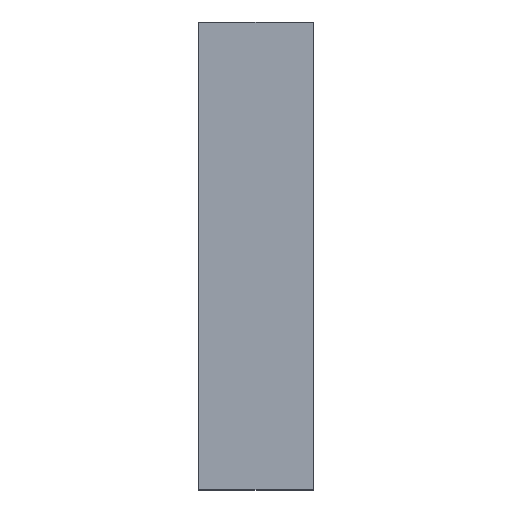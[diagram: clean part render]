
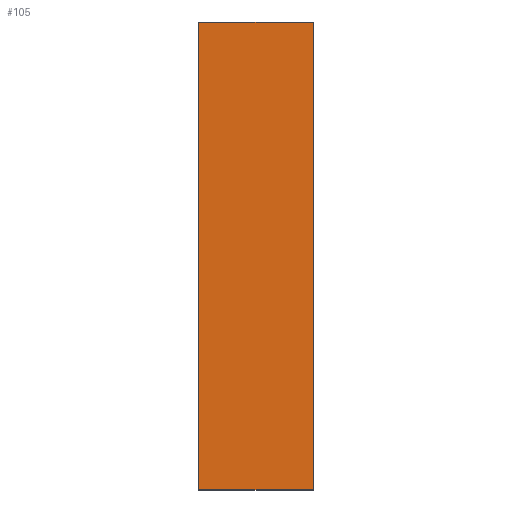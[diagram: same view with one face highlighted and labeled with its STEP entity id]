
A CAD part, top view. The second image highlights one B-rep face of the part: STEP entity #105.
In plain terms, the highlighted planar face has unit normal (0, 0, 1).
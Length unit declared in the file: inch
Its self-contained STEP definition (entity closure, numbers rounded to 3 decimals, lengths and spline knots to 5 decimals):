
#19=FACE_OUTER_BOUND('',#25,.T.);
#25=EDGE_LOOP('',(#87,#88,#89,#90));
#27=LINE('',#157,#39);
#31=LINE('',#165,#43);
#34=LINE('',#171,#46);
#37=LINE('',#176,#49);
#39=VECTOR('',#131,0.3937);
#43=VECTOR('',#137,0.3937);
#46=VECTOR('',#142,0.3937);
#49=VECTOR('',#147,0.3937);
#51=VERTEX_POINT('',#155);
#52=VERTEX_POINT('',#156);
#55=VERTEX_POINT('',#164);
#57=VERTEX_POINT('',#170);
#59=EDGE_CURVE('',#51,#52,#27,.T.);
#63=EDGE_CURVE('',#52,#55,#31,.T.);
#66=EDGE_CURVE('',#55,#57,#34,.T.);
#69=EDGE_CURVE('',#57,#51,#37,.T.);
#87=ORIENTED_EDGE('',*,*,#69,.T.);
#88=ORIENTED_EDGE('',*,*,#59,.T.);
#89=ORIENTED_EDGE('',*,*,#63,.T.);
#90=ORIENTED_EDGE('',*,*,#66,.T.);
#99=PLANE('',#125);
#105=ADVANCED_FACE('',(#19),#99,.T.);
#125=AXIS2_PLACEMENT_3D('',#178,#149,#150);
#131=DIRECTION('',(1.,0.,0.));
#137=DIRECTION('',(0.,1.,0.));
#142=DIRECTION('',(-1.,0.,0.));
#147=DIRECTION('',(0.,-1.,0.));
#149=DIRECTION('center_axis',(0.,0.,1.));
#150=DIRECTION('ref_axis',(1.,0.,0.));
#155=CARTESIAN_POINT('',(-279.,166.412,-12.137));
#156=CARTESIAN_POINT('',(-261.,166.412,-12.137));
#157=CARTESIAN_POINT('',(-279.,166.412,-12.137));
#164=CARTESIAN_POINT('',(-261.,240.12189,-12.137));
#165=CARTESIAN_POINT('',(-261.,166.412,-12.137));
#170=CARTESIAN_POINT('',(-279.,240.12189,-12.137));
#171=CARTESIAN_POINT('',(-261.,240.12189,-12.137));
#176=CARTESIAN_POINT('',(-279.,240.12189,-12.137));
#178=CARTESIAN_POINT('Origin',(-270.,203.26694,-12.137));
